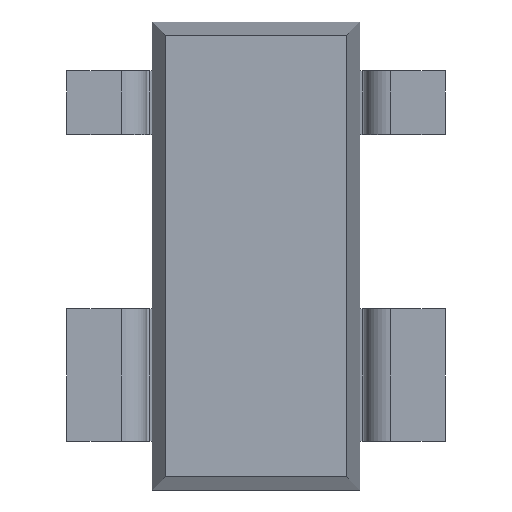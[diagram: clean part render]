
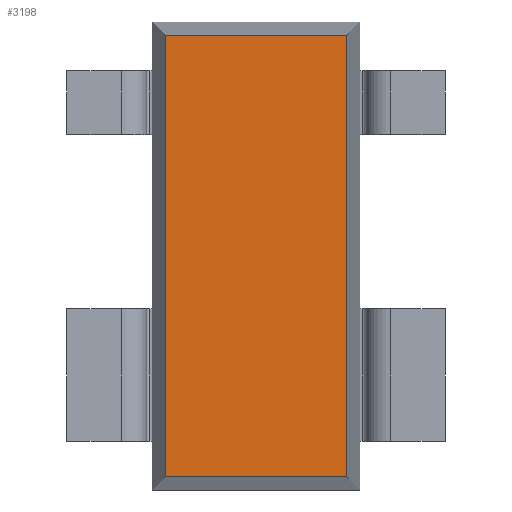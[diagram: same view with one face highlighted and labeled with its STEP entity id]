
A CAD part, front view. The second image highlights one B-rep face of the part: STEP entity #3198.
In plain terms, the highlighted planar face has unit normal (0, -1, 0).
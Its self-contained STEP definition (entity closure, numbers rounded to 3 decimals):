
#26 = CARTESIAN_POINT ( 'NONE',  ( 0.567, -0.54, -1.465 ) ) ;
#150 = CARTESIAN_POINT ( 'NONE',  ( 0., -0.54, 0. ) ) ;
#375 = CARTESIAN_POINT ( 'NONE',  ( 0.567, -0.54, -1.382 ) ) ;
#399 = CARTESIAN_POINT ( 'NONE',  ( -0.567, -0.54, 1.465 ) ) ;
#494 = EDGE_CURVE ( 'NONE', #2915, #716, #2124, .T. ) ;
#516 = EDGE_LOOP ( 'NONE', ( #1829, #2618, #829, #2651 ) ) ;
#562 = VECTOR ( 'NONE', #685, 1000. ) ;
#685 = DIRECTION ( 'NONE',  ( 0., 0., -1. ) ) ;
#716 = VERTEX_POINT ( 'NONE', #788 ) ;
#788 = CARTESIAN_POINT ( 'NONE',  ( -0.567, -0.54, -1.382 ) ) ;
#804 = CARTESIAN_POINT ( 'NONE',  ( 0.567, -0.54, 1.382 ) ) ;
#829 = ORIENTED_EDGE ( 'NONE', *, *, #1553, .T. ) ;
#916 = PLANE ( 'NONE',  #1640 ) ;
#925 = LINE ( 'NONE', #26, #1965 ) ;
#1107 = VERTEX_POINT ( 'NONE', #804 ) ;
#1137 = LINE ( 'NONE', #1848, #2100 ) ;
#1211 = CARTESIAN_POINT ( 'NONE',  ( 0.65, -0.54, 1.382 ) ) ;
#1246 = EDGE_CURVE ( 'NONE', #716, #1361, #1137, .T. ) ;
#1361 = VERTEX_POINT ( 'NONE', #375 ) ;
#1403 = DIRECTION ( 'NONE',  ( 0., 0., -1. ) ) ;
#1476 = DIRECTION ( 'NONE',  ( -1., 0., 0. ) ) ;
#1553 = EDGE_CURVE ( 'NONE', #1107, #2915, #2801, .T. ) ;
#1634 = FACE_OUTER_BOUND ( 'NONE', #516, .T. ) ;
#1640 = AXIS2_PLACEMENT_3D ( 'NONE', #150, #2888, #1403 ) ;
#1770 = DIRECTION ( 'NONE',  ( 0., 0., 1. ) ) ;
#1829 = ORIENTED_EDGE ( 'NONE', *, *, #1246, .T. ) ;
#1848 = CARTESIAN_POINT ( 'NONE',  ( -0.65, -0.54, -1.382 ) ) ;
#1965 = VECTOR ( 'NONE', #1770, 1000. ) ;
#2100 = VECTOR ( 'NONE', #3117, 1000. ) ;
#2101 = EDGE_CURVE ( 'NONE', #1361, #1107, #925, .T. ) ;
#2124 = LINE ( 'NONE', #399, #562 ) ;
#2515 = CARTESIAN_POINT ( 'NONE',  ( -0.567, -0.54, 1.382 ) ) ;
#2618 = ORIENTED_EDGE ( 'NONE', *, *, #2101, .T. ) ;
#2644 = VECTOR ( 'NONE', #1476, 1000. ) ;
#2651 = ORIENTED_EDGE ( 'NONE', *, *, #494, .T. ) ;
#2801 = LINE ( 'NONE', #1211, #2644 ) ;
#2888 = DIRECTION ( 'NONE',  ( 0., -1., 0. ) ) ;
#2915 = VERTEX_POINT ( 'NONE', #2515 ) ;
#3117 = DIRECTION ( 'NONE',  ( 1., 0., 0. ) ) ;
#3198 = ADVANCED_FACE ( 'NONE', ( #1634 ), #916, .T. ) ;
